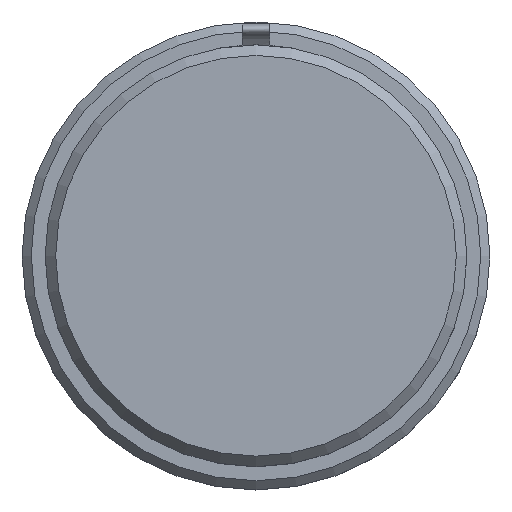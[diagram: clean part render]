
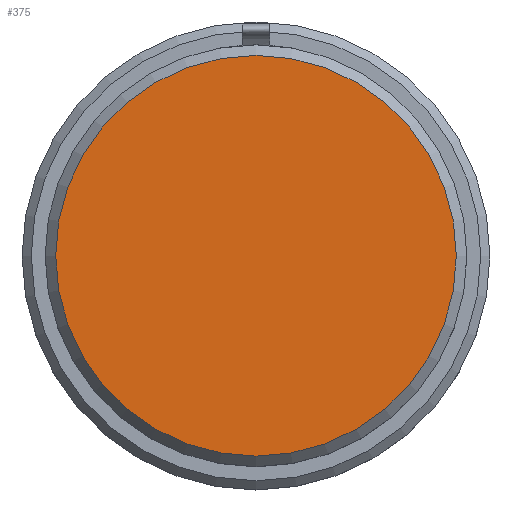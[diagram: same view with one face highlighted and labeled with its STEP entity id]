
A CAD part, top view. The second image highlights one B-rep face of the part: STEP entity #375.
In plain terms, the highlighted planar face has unit normal (0, 0, 1).
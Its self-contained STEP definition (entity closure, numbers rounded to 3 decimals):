
#37=CIRCLE('',#416,72.101);
#104=PLANE('',#415);
#117=FACE_OUTER_BOUND('',#143,.T.);
#143=EDGE_LOOP('',(#293));
#191=VERTEX_POINT('',#902);
#230=EDGE_CURVE('',#191,#191,#37,.T.);
#293=ORIENTED_EDGE('',*,*,#230,.F.);
#375=ADVANCED_FACE('',(#117),#104,.T.);
#415=AXIS2_PLACEMENT_3D('',#901,#478,#479);
#416=AXIS2_PLACEMENT_3D('',#903,#480,#481);
#478=DIRECTION('center_axis',(0.,0.,1.));
#479=DIRECTION('ref_axis',(1.,0.,0.));
#480=DIRECTION('center_axis',(0.,0.,-1.));
#481=DIRECTION('ref_axis',(1.,0.,0.));
#901=CARTESIAN_POINT('Origin',(0.,72.101,34.172));
#902=CARTESIAN_POINT('',(0.,-72.101,34.172));
#903=CARTESIAN_POINT('Origin',(0.,0.,34.172));
